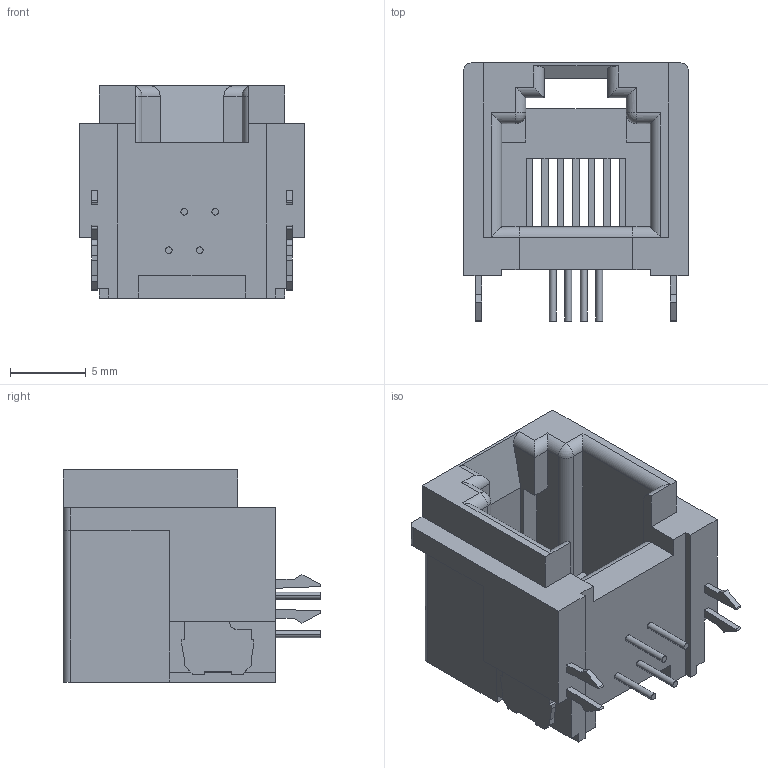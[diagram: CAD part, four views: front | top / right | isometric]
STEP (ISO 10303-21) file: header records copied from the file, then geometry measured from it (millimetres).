
FILE_DESCRIPTION(('Creo Elements/Direct Modeling STEP Export'),'2;1');
FILE_NAME('TM5RJ3-64.stp','2016-11-01T19:25:22',(''),(''),'Creo Elements/Direct Modeling STEP processor for AP214 (Solid Model)','Creo Elements/Direct Modeling 18.1E 22-Nov-2013 (C) Parametric Technology GmbH','');
FILE_SCHEMA(('AUTOMOTIVE_DESIGN { 1 0 10303 214 1 1 1 1 }'));
Length unit declared in the file: millimetre
Products named in the file (2): TM5RJ3-64
Assembly tree (1 placements, depth 2):
  TM5RJ3-64
    TM5RJ3-64
Bounding box: 14.8 x 17 x 14 mm (x, y, z)
Volume: 1256.9 mm3; surface area: 1790.7 mm2
Topology: 1 solids, 1 shells, 231 faces, 636 edges, 410 vertices
Faces by surface type: plane 196, cylinder 33, sphere 2
Entity records: 7311 total; most frequent: CARTESIAN_POINT 1389, ORIENTED_EDGE 1268, DIRECTION 1126, EDGE_CURVE 634, VECTOR 576, LINE 576, VERTEX_POINT 410, AXIS2_PLACEMENT_3D 275
